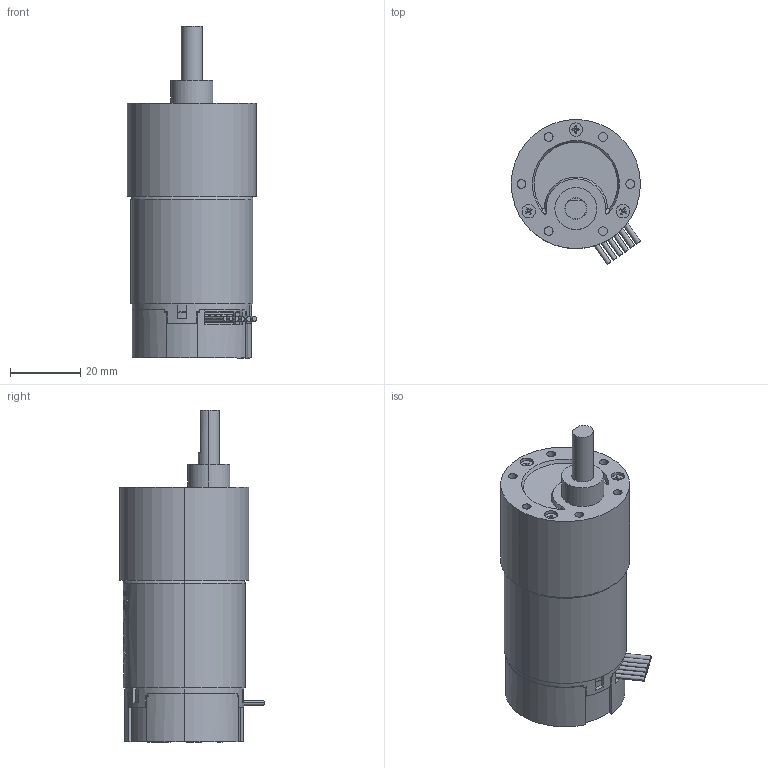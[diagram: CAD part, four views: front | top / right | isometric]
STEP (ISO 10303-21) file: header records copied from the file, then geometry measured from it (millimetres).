
FILE_DESCRIPTION (( 'STEP AP203' ), '1' );
FILE_NAME ('37d-gearmotor-100-131-150-encoder.step_Default_sldprt.STEP', '2024-01-18T09:19:17', ( '' ), ( '' ), 'SwSTEP 2.0', 'SolidWorks 2020', '' );
FILE_SCHEMA (( 'CONFIG_CONTROL_DESIGN' ));
Length unit declared in the file: millimetre
Products named in the file (1): 37d-gearmotor-100-131-150-encoder.step_Default_sldprt
Bounding box: 36.88 x 41.23 x 94.6 mm (x, y, z)
Volume: 63269.3 mm3; surface area: 18234.6 mm2
Topology: 1 solids, 1 shells, 649 faces, 1669 edges, 1078 vertices
Faces by surface type: plane 386, cylinder 130, bspline 125, cone 6, torus 2
Entity records: 29726 total; most frequent: CARTESIAN_POINT 14676, ORIENTED_EDGE 3338, DIRECTION 2684, EDGE_CURVE 1669, VERTEX_POINT 1078, AXIS2_PLACEMENT_3D 911, VECTOR 862, LINE 862
